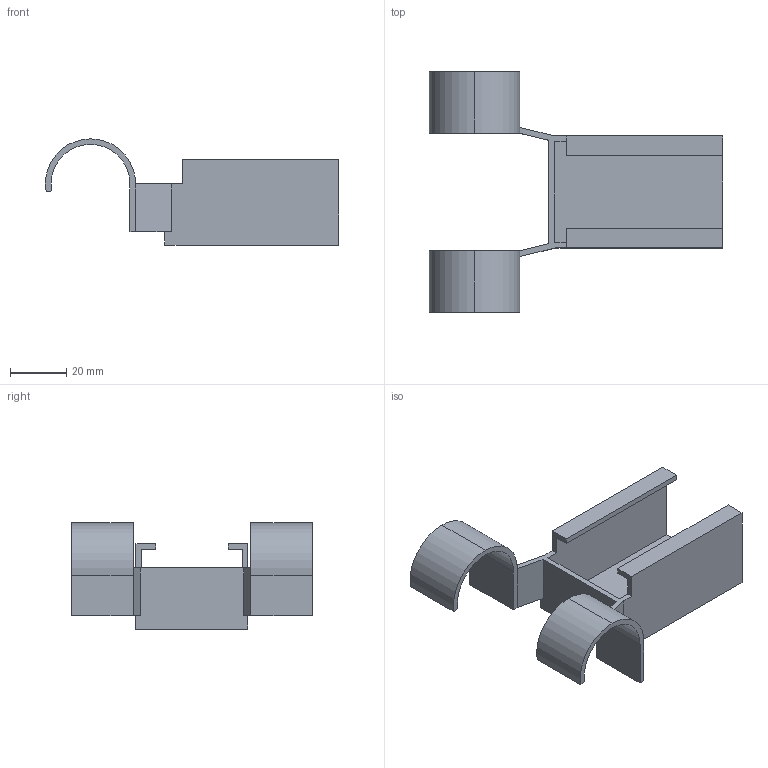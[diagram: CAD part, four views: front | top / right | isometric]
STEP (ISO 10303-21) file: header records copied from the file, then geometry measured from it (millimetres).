
FILE_DESCRIPTION(('STEP AP214'),'1');
FILE_NAME('cctmp_56397851-53E6-4E4C-A5C7-B81A7E15F448_2020_1_15_8_17_4_750..stp','2020-01-15T07:17:04',('Bosch Rexroth AG'),('CADClick - www.CADClick.com'),'Spatial InterOp 3D',' ','unknown authorization - (Healing Option Enabled)');
FILE_SCHEMA(('AUTOMOTIVE_DESIGN'));
Length unit declared in the file: millimetre
Products named in the file (1): 2020_01_15__08-17-04-750
Bounding box: 104.69 x 85.97 x 37.96 mm (x, y, z)
Volume: 21017.1 mm3; surface area: 22274.2 mm2
Topology: 1 solids, 1 shells, 43 faces, 119 edges, 78 vertices
Faces by surface type: plane 35, cylinder 8
Entity records: 1726 total; most frequent: CARTESIAN_POINT 241, ORIENTED_EDGE 238, DIRECTION 223, EDGE_CURVE 119, LINE 103, VECTOR 103, VERTEX_POINT 78, AXIS2_PLACEMENT_3D 60
